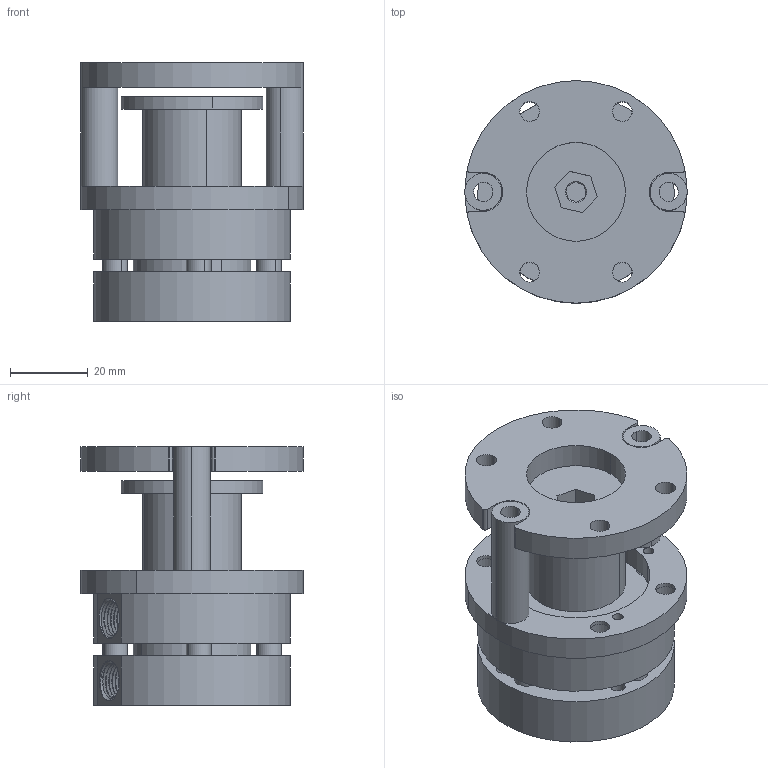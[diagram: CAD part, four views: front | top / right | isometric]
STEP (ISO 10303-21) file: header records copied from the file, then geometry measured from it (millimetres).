
FILE_DESCRIPTION (( 'STEP AP214' ), '1' );
FILE_NAME ('WCP-0200 Rev1 - Brake (375 Hex).STEP', '2019-12-12T09:17:33', ( '' ), ( '' ), 'SwSTEP 2.0', 'SolidWorks 2018', '' );
FILE_SCHEMA (( 'AUTOMOTIVE_DESIGN' ));
Length unit declared in the file: inch
Products named in the file (9): mcmaster-94361A132_375_shoulder_bolt_94361A132; WCP-0200-004 Rev1; WCP-0200 Rev1 - Brake (375 Hex); mcmaster-1691T142 Piston 1.0625 Bore .25 Stroke_1691T142; WCP-0200-002 Rev1; 375ID_875OD_radial_217-3239; WCP-0200-001 Rev1_Default<As Machined>; WCP-0222 Rev1; WCP-0201 Rev1_Default<As Machined>
Assembly tree (9 placements, depth 2):
  WCP-0200 Rev1 - Brake (375 Hex)
    WCP-0201 Rev1_Default<As Machined>
    WCP-0200-001 Rev1_Default<As Machined>
    WCP-0200-002 Rev1
    WCP-0200-004 Rev1
    WCP-0222 Rev1  x2
    mcmaster-94361A132_375_shoulder_bolt_94361A132
    mcmaster-1691T142 Piston 1.0625 Bore .25 Stroke_1691T142
    375ID_875OD_radial_217-3239
Bounding box: 57.15 x 57.15 x 66.45 mm (x, y, z)
Volume: 84296.6 mm3; surface area: 42003.3 mm2
Topology: 11 solids, 11 shells, 927 faces, 2177 edges, 1414 vertices
Faces by surface type: plane 516, cylinder 271, cone 101, bspline 37, torus 2
Entity records: 47181 total; most frequent: CARTESIAN_POINT 25832, ORIENTED_EDGE 4330, DIRECTION 4203, EDGE_CURVE 2165, AXIS2_PLACEMENT_3D 1531, VERTEX_POINT 1406, VECTOR 1141, LINE 1141
